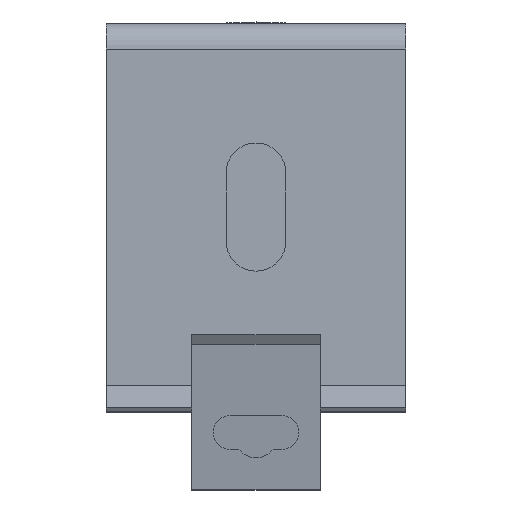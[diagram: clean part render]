
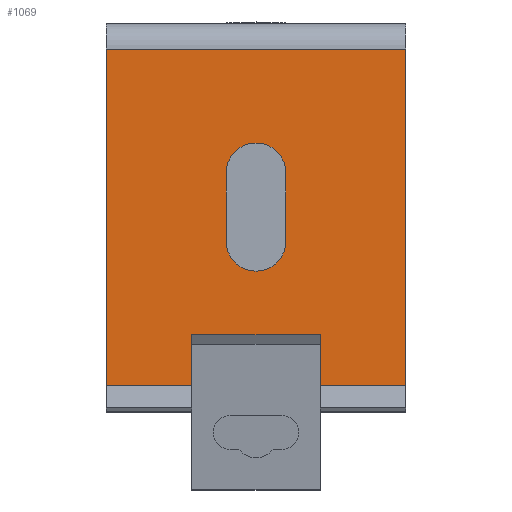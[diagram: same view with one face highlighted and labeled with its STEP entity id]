
A CAD part, top view. The second image highlights one B-rep face of the part: STEP entity #1069.
In plain terms, the highlighted planar face has unit normal (0, 0, 1).
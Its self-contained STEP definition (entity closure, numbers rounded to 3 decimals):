
#53=FACE_OUTER_BOUND('',#105,.T.);
#105=EDGE_LOOP('',(#830,#831,#832,#833,#834,#835,#836,#837));
#233=LINE('',#1676,#365);
#238=LINE('',#1685,#370);
#244=LINE('',#1695,#376);
#245=LINE('',#1699,#377);
#246=LINE('',#1701,#378);
#247=LINE('',#1702,#379);
#248=LINE('',#1704,#380);
#249=LINE('',#1705,#381);
#365=VECTOR('',#1336,1000.);
#370=VECTOR('',#1343,1000.);
#376=VECTOR('',#1353,1.);
#377=VECTOR('',#1356,1000.);
#378=VECTOR('',#1357,1000.);
#379=VECTOR('',#1358,1.);
#380=VECTOR('',#1359,1.);
#381=VECTOR('',#1360,1000.);
#501=VERTEX_POINT('',#1673);
#502=VERTEX_POINT('',#1675);
#504=VERTEX_POINT('',#1682);
#505=VERTEX_POINT('',#1684);
#508=VERTEX_POINT('',#1697);
#509=VERTEX_POINT('',#1698);
#510=VERTEX_POINT('',#1700);
#511=VERTEX_POINT('',#1703);
#635=EDGE_CURVE('',#501,#502,#233,.T.);
#640=EDGE_CURVE('',#504,#505,#238,.T.);
#646=EDGE_CURVE('',#502,#504,#244,.T.);
#647=EDGE_CURVE('',#508,#509,#245,.T.);
#648=EDGE_CURVE('',#509,#510,#246,.T.);
#649=EDGE_CURVE('',#505,#510,#247,.T.);
#650=EDGE_CURVE('',#511,#501,#248,.T.);
#651=EDGE_CURVE('',#508,#511,#249,.T.);
#830=ORIENTED_EDGE('',*,*,#647,.T.);
#831=ORIENTED_EDGE('',*,*,#648,.T.);
#832=ORIENTED_EDGE('',*,*,#649,.F.);
#833=ORIENTED_EDGE('',*,*,#640,.F.);
#834=ORIENTED_EDGE('',*,*,#646,.F.);
#835=ORIENTED_EDGE('',*,*,#635,.F.);
#836=ORIENTED_EDGE('',*,*,#650,.F.);
#837=ORIENTED_EDGE('',*,*,#651,.F.);
#1020=PLANE('',#1156);
#1069=ADVANCED_FACE('',(#53),#1020,.T.);
#1156=AXIS2_PLACEMENT_3D('',#1696,#1354,#1355);
#1336=DIRECTION('',(0.,1.,0.));
#1343=DIRECTION('',(0.,-1.,0.));
#1353=DIRECTION('',(-1.,0.,0.));
#1354=DIRECTION('center_axis',(0.,0.,
1.));
#1355=DIRECTION('ref_axis',(1.,0.,0.));
#1356=DIRECTION('',(-1.,0.,0.));
#1357=DIRECTION('',(0.,-1.,0.));
#1358=DIRECTION('',(-1.,0.,0.));
#1359=DIRECTION('',(-1.,0.,0.));
#1360=DIRECTION('',(0.,-1.,0.));
#1673=CARTESIAN_POINT('',(85.944,17.259,35.2));
#1675=CARTESIAN_POINT('',(85.944,23.239,35.2));
#1676=CARTESIAN_POINT('',(85.944,59.69,35.2));
#1682=CARTESIAN_POINT('',(70.944,23.239,35.2));
#1684=CARTESIAN_POINT('',(70.944,17.259,35.2));
#1685=CARTESIAN_POINT('',(70.944,59.69,35.2));
#1695=CARTESIAN_POINT('',(83.444,23.239,35.2));
#1696=CARTESIAN_POINT('Origin',(95.944,59.69,35.2));
#1697=CARTESIAN_POINT('',(95.944,56.69,35.2));
#1698=CARTESIAN_POINT('',(60.944,56.69,35.2));
#1699=CARTESIAN_POINT('',(95.944,56.69,35.2));
#1700=CARTESIAN_POINT('',(60.944,17.259,35.2));
#1701=CARTESIAN_POINT('',(60.944,59.69,35.2));
#1702=CARTESIAN_POINT('',(95.944,17.259,35.2));
#1703=CARTESIAN_POINT('',(95.944,17.259,35.2));
#1704=CARTESIAN_POINT('',(95.944,17.259,35.2));
#1705=CARTESIAN_POINT('',(95.944,59.69,35.2));
